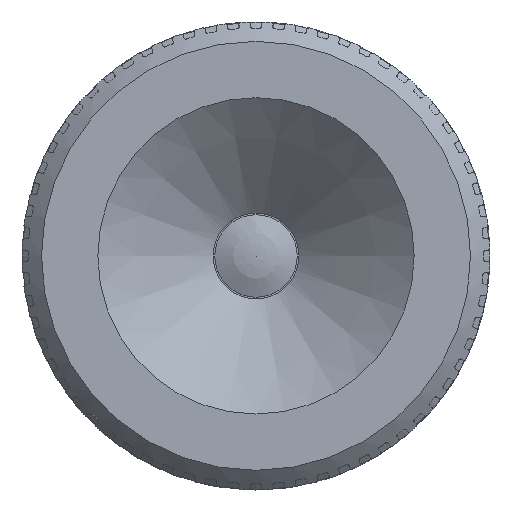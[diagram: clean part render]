
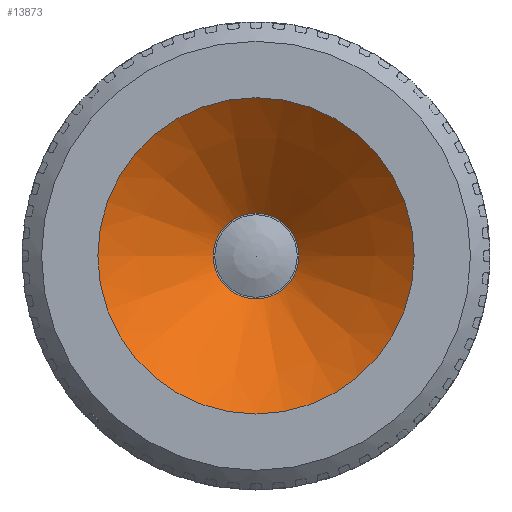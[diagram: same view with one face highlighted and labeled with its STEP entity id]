
A CAD part, top view. The second image highlights one B-rep face of the part: STEP entity #13873.
In plain terms, the highlighted conical face has half-angle 50 degrees and reference radius 12.889 mm.
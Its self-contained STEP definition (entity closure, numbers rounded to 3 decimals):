
#2203=LINE('',#35935,#3147);
#3147=VECTOR('',#18280,12.889);
#4068=FACE_OUTER_BOUND('',#4825,.T.);
#4825=EDGE_LOOP('',(#12942,#12943,#12944,#12945));
#5268=CIRCLE('',#15044,5.5);
#5276=CIRCLE('',#15067,20.278);
#6670=VERTEX_POINT('',#33273);
#6683=VERTEX_POINT('',#35932);
#8745=EDGE_CURVE('',#6670,#6670,#5268,.T.);
#8780=EDGE_CURVE('',#6683,#6683,#5276,.T.);
#8781=EDGE_CURVE('',#6683,#6670,#2203,.T.);
#12942=ORIENTED_EDGE('',*,*,#8780,.T.);
#12943=ORIENTED_EDGE('',*,*,#8781,.T.);
#12944=ORIENTED_EDGE('',*,*,#8745,.F.);
#12945=ORIENTED_EDGE('',*,*,#8781,.F.);
#13162=CONICAL_SURFACE('',#15068,12.889,0.873);
#13873=ADVANCED_FACE('',(#4068),#13162,.F.);
#15044=AXIS2_PLACEMENT_3D('',#33274,#18223,#18224);
#15067=AXIS2_PLACEMENT_3D('',#35933,#18276,#18277);
#15068=AXIS2_PLACEMENT_3D('',#35934,#18278,#18279);
#18223=DIRECTION('center_axis',(0.,0.,1.));
#18224=DIRECTION('ref_axis',(1.,0.,0.));
#18276=DIRECTION('center_axis',(0.,0.,1.));
#18277=DIRECTION('ref_axis',(1.,0.,0.));
#18278=DIRECTION('center_axis',(0.,0.,1.));
#18279=DIRECTION('ref_axis',(1.,0.,0.));
#18280=DIRECTION('',(0.766,0.,-0.643));
#33273=CARTESIAN_POINT('',(-5.5,0.,2.6));
#33274=CARTESIAN_POINT('Origin',(0.,0.,2.6));
#35932=CARTESIAN_POINT('',(-20.278,0.,15.));
#35933=CARTESIAN_POINT('Origin',(0.,0.,15.));
#35934=CARTESIAN_POINT('Origin',(0.,0.,8.8));
#35935=CARTESIAN_POINT('',(-12.889,0.,8.8));
